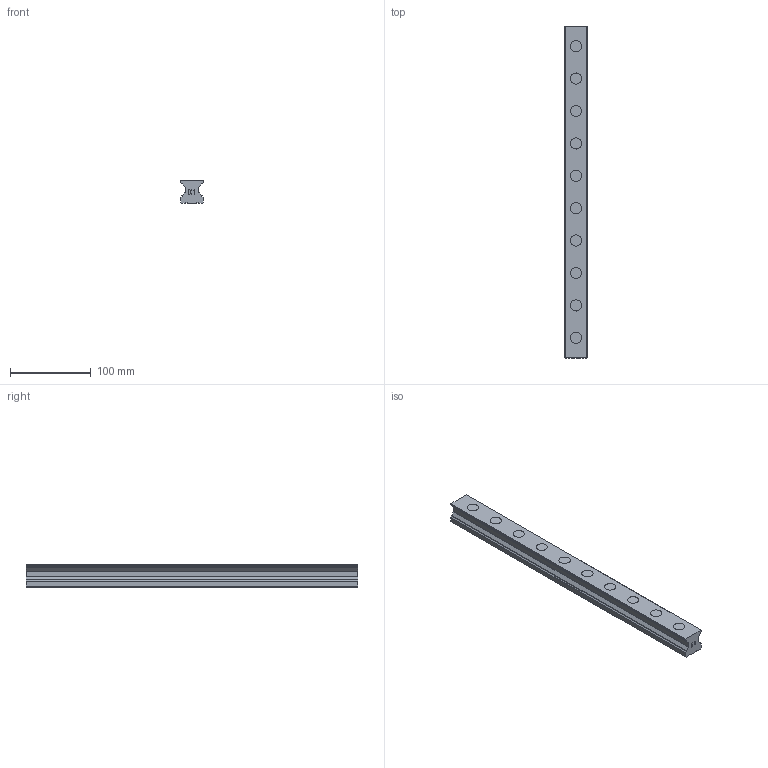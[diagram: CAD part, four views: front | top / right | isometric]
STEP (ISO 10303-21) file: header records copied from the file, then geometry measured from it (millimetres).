
FILE_DESCRIPTION(('STEP AP214'),'1');
FILE_NAME('cctmp_14DD4EF6-ECE4-4E6C-BE75-2C9769954526_2021_03_11_15_30_17_0760..stp','2021-03-11T14:30:17',('HIWIN GmbH'),('CADClick - www.CADClick.com'),'Spatial InterOp 3D',' ','unknown authorization');
FILE_SCHEMA(('AUTOMOTIVE_DESIGN'));
Length unit declared in the file: millimetre
Products named in the file (1): RGR30R410H_FILE
Bounding box: 28 x 410 x 28 mm (x, y, z)
Volume: 235954.2 mm3; surface area: 61640.5 mm2
Topology: 1 solids, 1 shells, 205 faces, 507 edges, 338 vertices
Faces by surface type: plane 127, cylinder 78
Entity records: 7761 total; most frequent: DIRECTION 1075, CARTESIAN_POINT 1051, ORIENTED_EDGE 1014, EDGE_CURVE 507, AXIS2_PLACEMENT_3D 362, LINE 351, VECTOR 351, VERTEX_POINT 338
